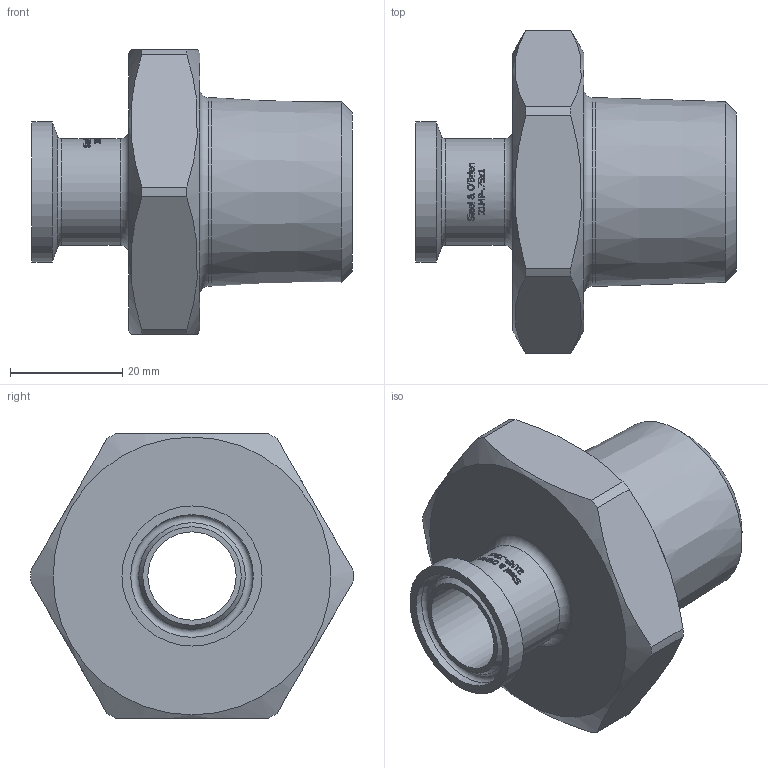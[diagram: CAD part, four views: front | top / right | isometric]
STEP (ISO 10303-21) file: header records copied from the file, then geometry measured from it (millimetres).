
FILE_DESCRIPTION(/* description */ ('.750 TC X 1/2-14 MNPT 21MP'),/* implementation_level */ '2;1');
FILE_NAME(/* name */ '21MP-.75X1.stp',/* time_stamp */ '2019-01-31T08:58:54-05:00',/* author */ ('rick'),/* organization */ ('Steel & O''Brien Mfg. Inc.'),/* preprocessor_version */ 'ST-DEVELOPER v15.2',/* originating_system */ 'Autodesk Inventor 2014',/* authorisation */ '');
FILE_SCHEMA (('AUTOMOTIVE_DESIGN { 1 0 10303 214 3 1 1 }'));
Length unit declared in the file: inch
Products named in the file (1): AAV00780
Bounding box: 57.15 x 57.66 x 50.8 mm (x, y, z)
Volume: 42833.7 mm3; surface area: 13017.3 mm2
Topology: 1 solids, 1 shells, 381 faces, 1018 edges, 675 vertices
Faces by surface type: plane 172, bspline 153, cylinder 44, cone 7, torus 5
Full cylindrical faces by diameter (mm): 15.748 x1, 19.05 x1, 21.895 x1, 24.994 x1, 33.693 x1
Entity records: 14508 total; most frequent: CARTESIAN_POINT 5882, ORIENTED_EDGE 1998, DIRECTION 1364, EDGE_CURVE 999, VERTEX_POINT 673, LINE 456, VECTOR 456, AXIS2_PLACEMENT_3D 454
